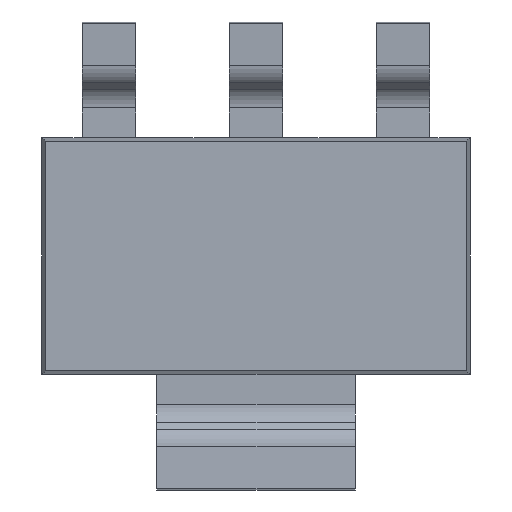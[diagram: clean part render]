
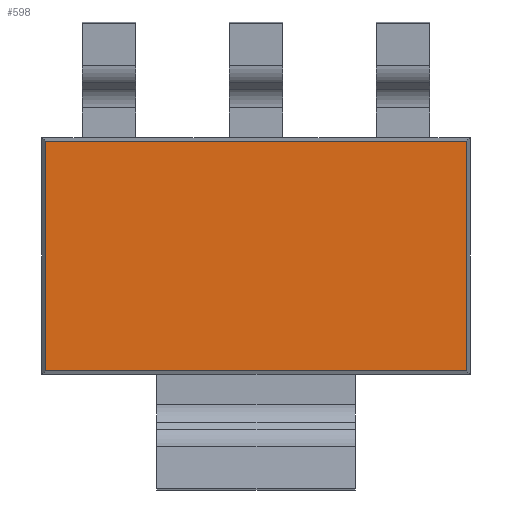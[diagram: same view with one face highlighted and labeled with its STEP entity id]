
A CAD part, front view. The second image highlights one B-rep face of the part: STEP entity #598.
In plain terms, the highlighted planar face has unit normal (0, -1, 0).
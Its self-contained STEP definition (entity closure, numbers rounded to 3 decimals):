
#14 = CARTESIAN_POINT ( 'NONE',  ( 0., -0.3, 0. ) ) ;
#18 = VERTEX_POINT ( 'NONE', #1902 ) ;
#34 = VERTEX_POINT ( 'NONE', #360 ) ;
#38 = CARTESIAN_POINT ( 'NONE',  ( 6.647, -0.3, -3.647 ) ) ;
#71 = ORIENTED_EDGE ( 'NONE', *, *, #1567, .F. ) ;
#174 = DIRECTION ( 'NONE',  ( 0., 0., -1. ) ) ;
#304 = DIRECTION ( 'NONE',  ( 0., 0., -1. ) ) ;
#324 = CARTESIAN_POINT ( 'NONE',  ( 6.647, -0.3, 0. ) ) ;
#350 = VECTOR ( 'NONE', #304, 1000. ) ;
#360 = CARTESIAN_POINT ( 'NONE',  ( 0.053, -0.3, -0.053 ) ) ;
#527 = EDGE_CURVE ( 'NONE', #34, #18, #1062, .T. ) ;
#598 = ADVANCED_FACE ( 'NONE', ( #1183 ), #1415, .T. ) ;
#628 = DIRECTION ( 'NONE',  ( -1., 0., 0. ) ) ;
#655 = VECTOR ( 'NONE', #1265, 1000. ) ;
#703 = VECTOR ( 'NONE', #628, 1000. ) ;
#853 = VERTEX_POINT ( 'NONE', #1498 ) ;
#983 = EDGE_CURVE ( 'NONE', #18, #1054, #1190, .T. ) ;
#1009 = LINE ( 'NONE', #1247, #703 ) ;
#1017 = LINE ( 'NONE', #1037, #1968 ) ;
#1030 = DIRECTION ( 'NONE',  ( 0., 0., 1. ) ) ;
#1037 = CARTESIAN_POINT ( 'NONE',  ( 0.053, -0.3, 0. ) ) ;
#1054 = VERTEX_POINT ( 'NONE', #38 ) ;
#1062 = LINE ( 'NONE', #1877, #655 ) ;
#1096 = DIRECTION ( 'NONE',  ( 0., -1., 0. ) ) ;
#1113 = AXIS2_PLACEMENT_3D ( 'NONE', #14, #1096, #174 ) ;
#1183 = FACE_OUTER_BOUND ( 'NONE', #1978, .T. ) ;
#1190 = LINE ( 'NONE', #324, #350 ) ;
#1241 = ORIENTED_EDGE ( 'NONE', *, *, #983, .F. ) ;
#1247 = CARTESIAN_POINT ( 'NONE',  ( 0., -0.3, -3.647 ) ) ;
#1265 = DIRECTION ( 'NONE',  ( 1., 0., 0. ) ) ;
#1323 = ORIENTED_EDGE ( 'NONE', *, *, #1996, .F. ) ;
#1415 = PLANE ( 'NONE',  #1113 ) ;
#1485 = ORIENTED_EDGE ( 'NONE', *, *, #527, .F. ) ;
#1498 = CARTESIAN_POINT ( 'NONE',  ( 0.053, -0.3, -3.647 ) ) ;
#1567 = EDGE_CURVE ( 'NONE', #1054, #853, #1009, .T. ) ;
#1877 = CARTESIAN_POINT ( 'NONE',  ( 0., -0.3, -0.053 ) ) ;
#1902 = CARTESIAN_POINT ( 'NONE',  ( 6.647, -0.3, -0.053 ) ) ;
#1968 = VECTOR ( 'NONE', #1030, 1000. ) ;
#1978 = EDGE_LOOP ( 'NONE', ( #1323, #71, #1241, #1485 ) ) ;
#1996 = EDGE_CURVE ( 'NONE', #853, #34, #1017, .T. ) ;
